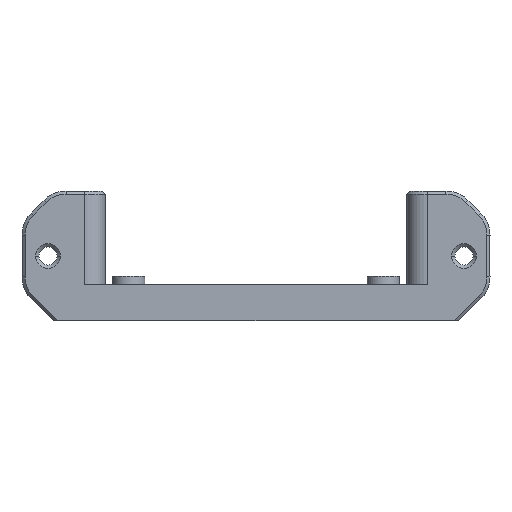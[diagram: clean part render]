
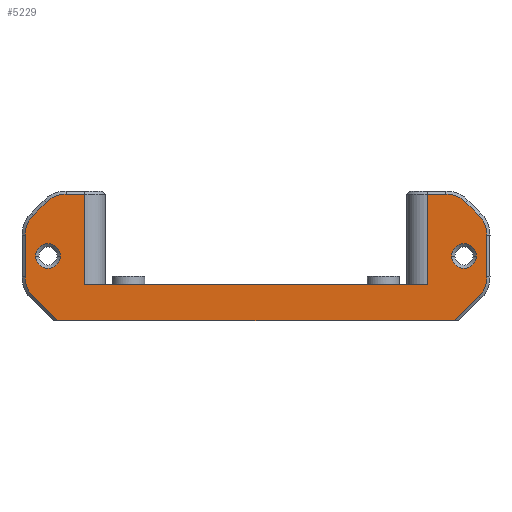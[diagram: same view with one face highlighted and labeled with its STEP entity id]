
A CAD part, front view. The second image highlights one B-rep face of the part: STEP entity #5229.
In plain terms, the highlighted planar face has unit normal (0, -1, 0).
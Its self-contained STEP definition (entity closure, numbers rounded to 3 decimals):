
#656=DIRECTION('',(-1.,0.,0.));
#657=VECTOR('',#656,66.);
#658=CARTESIAN_POINT('',(227.5,-30.6,16.));
#659=LINE('',#658,#657);
#773=CARTESIAN_POINT('',(234.5,-30.6,21.5));
#774=DIRECTION('',(0.,1.,0.));
#775=DIRECTION('',(1.,0.,0.));
#776=AXIS2_PLACEMENT_3D('',#773,#774,#775);
#778=CARTESIAN_POINT('',(234.5,-30.6,21.5));
#779=DIRECTION('',(0.,1.,0.));
#780=DIRECTION('',(-1.,0.,0.));
#781=AXIS2_PLACEMENT_3D('',#778,#779,#780);
#783=CARTESIAN_POINT('',(154.5,-30.6,21.5));
#784=DIRECTION('',(0.,1.,0.));
#785=DIRECTION('',(1.,0.,0.));
#786=AXIS2_PLACEMENT_3D('',#783,#784,#785);
#788=CARTESIAN_POINT('',(154.5,-30.6,21.5));
#789=DIRECTION('',(0.,1.,0.));
#790=DIRECTION('',(-1.,0.,0.));
#791=AXIS2_PLACEMENT_3D('',#788,#789,#790);
#793=DIRECTION('',(0.707,0.,0.707));
#794=VECTOR('',#793,6.6);
#795=CARTESIAN_POINT('',(232.651,-30.6,9.));
#796=LINE('',#795,#794);
#797=DIRECTION('',(-1.,0.,0.));
#798=VECTOR('',#797,76.303);
#799=CARTESIAN_POINT('',(232.651,-30.6,9.));
#800=LINE('',#799,#798);
#801=DIRECTION('',(-0.707,0.,0.707));
#802=VECTOR('',#801,6.6);
#803=CARTESIAN_POINT('',(156.349,-30.6,9.));
#804=LINE('',#803,#802);
#805=CARTESIAN_POINT('',(155.5,-30.6,17.485));
#806=DIRECTION('',(0.,1.,0.));
#807=DIRECTION('',(-0.707,0.,-0.707));
#808=AXIS2_PLACEMENT_3D('',#805,#806,#807);
#810=DIRECTION('',(0.,0.,1.));
#811=VECTOR('',#810,8.029);
#812=CARTESIAN_POINT('',(150.1,-30.6,17.485));
#813=LINE('',#812,#811);
#814=CARTESIAN_POINT('',(155.5,-30.6,25.515));
#815=DIRECTION('',(0.,1.,0.));
#816=DIRECTION('',(-1.,0.,0.));
#817=AXIS2_PLACEMENT_3D('',#814,#815,#816);
#819=DIRECTION('',(0.707,0.,0.707));
#820=VECTOR('',#819,3.515);
#821=CARTESIAN_POINT('',(151.682,-30.6,29.333));
#822=LINE('',#821,#820);
#823=CARTESIAN_POINT('',(157.985,-30.6,28.));
#824=DIRECTION('',(0.,1.,0.));
#825=DIRECTION('',(-0.707,0.,0.707));
#826=AXIS2_PLACEMENT_3D('',#823,#824,#825);
#828=DIRECTION('',(1.,0.,0.));
#829=VECTOR('',#828,3.515);
#830=CARTESIAN_POINT('',(157.985,-30.6,33.4));
#831=LINE('',#830,#829);
#832=DIRECTION('',(0.,0.,-1.));
#833=VECTOR('',#832,17.4);
#834=CARTESIAN_POINT('',(161.5,-30.6,33.4));
#835=LINE('',#834,#833);
#836=DIRECTION('',(0.,0.,-1.));
#837=VECTOR('',#836,17.4);
#838=CARTESIAN_POINT('',(227.5,-30.6,33.4));
#839=LINE('',#838,#837);
#840=DIRECTION('',(-1.,0.,0.));
#841=VECTOR('',#840,3.515);
#842=CARTESIAN_POINT('',(231.015,-30.6,33.4));
#843=LINE('',#842,#841);
#844=CARTESIAN_POINT('',(231.015,-30.6,28.));
#845=DIRECTION('',(0.,-1.,0.));
#846=DIRECTION('',(0.707,0.,0.707));
#847=AXIS2_PLACEMENT_3D('',#844,#845,#846);
#849=DIRECTION('',(-0.707,0.,0.707));
#850=VECTOR('',#849,3.515);
#851=CARTESIAN_POINT('',(237.318,-30.6,29.333));
#852=LINE('',#851,#850);
#853=CARTESIAN_POINT('',(233.5,-30.6,25.515));
#854=DIRECTION('',(0.,-1.,0.));
#855=DIRECTION('',(1.,0.,0.));
#856=AXIS2_PLACEMENT_3D('',#853,#854,#855);
#858=DIRECTION('',(0.,0.,1.));
#859=VECTOR('',#858,8.029);
#860=CARTESIAN_POINT('',(238.9,-30.6,17.485));
#861=LINE('',#860,#859);
#862=CARTESIAN_POINT('',(233.5,-30.6,17.485));
#863=DIRECTION('',(0.,-1.,0.));
#864=DIRECTION('',(0.707,0.,-0.707));
#865=AXIS2_PLACEMENT_3D('',#862,#863,#864);
#3890=CARTESIAN_POINT('',(236.85,-30.6,21.5));
#3891=CARTESIAN_POINT('',(232.15,-30.6,21.5));
#3892=VERTEX_POINT('',#3890);
#3893=VERTEX_POINT('',#3891);
#3898=CARTESIAN_POINT('',(156.85,-30.6,21.5));
#3899=CARTESIAN_POINT('',(152.15,-30.6,21.5));
#3900=VERTEX_POINT('',#3898);
#3901=VERTEX_POINT('',#3899);
#3906=CARTESIAN_POINT('',(227.5,-30.6,16.));
#3908=VERTEX_POINT('',#3906);
#3911=CARTESIAN_POINT('',(161.5,-30.6,16.));
#3913=VERTEX_POINT('',#3911);
#3943=CARTESIAN_POINT('',(232.651,-30.6,9.));
#3945=VERTEX_POINT('',#3943);
#3946=CARTESIAN_POINT('',(237.318,-30.6,13.667));
#3947=VERTEX_POINT('',#3946);
#3950=CARTESIAN_POINT('',(238.9,-30.6,17.485));
#3951=VERTEX_POINT('',#3950);
#3954=CARTESIAN_POINT('',(238.9,-30.6,25.515));
#3955=VERTEX_POINT('',#3954);
#3958=CARTESIAN_POINT('',(237.318,-30.6,29.333));
#3959=VERTEX_POINT('',#3958);
#3962=CARTESIAN_POINT('',(234.833,-30.6,31.818));
#3963=VERTEX_POINT('',#3962);
#3966=CARTESIAN_POINT('',(231.015,-30.6,33.4));
#3967=VERTEX_POINT('',#3966);
#3970=CARTESIAN_POINT('',(227.5,-30.6,33.4));
#3971=VERTEX_POINT('',#3970);
#4002=CARTESIAN_POINT('',(156.349,-30.6,9.));
#4004=VERTEX_POINT('',#4002);
#4008=CARTESIAN_POINT('',(151.682,-30.6,13.667));
#4009=VERTEX_POINT('',#4008);
#4012=CARTESIAN_POINT('',(150.1,-30.6,17.485));
#4013=VERTEX_POINT('',#4012);
#4016=CARTESIAN_POINT('',(150.1,-30.6,25.515));
#4017=VERTEX_POINT('',#4016);
#4020=CARTESIAN_POINT('',(151.682,-30.6,29.333));
#4021=VERTEX_POINT('',#4020);
#4024=CARTESIAN_POINT('',(154.167,-30.6,31.818));
#4025=VERTEX_POINT('',#4024);
#4028=CARTESIAN_POINT('',(157.985,-30.6,33.4));
#4029=VERTEX_POINT('',#4028);
#4032=CARTESIAN_POINT('',(161.5,-30.6,33.4));
#4033=VERTEX_POINT('',#4032);
#5179=CARTESIAN_POINT('',(225.,-30.6,16.));
#5180=DIRECTION('',(0.,1.,0.));
#5181=DIRECTION('',(-1.,0.,0.));
#5182=AXIS2_PLACEMENT_3D('',#5179,#5180,#5181);
#5183=PLANE('',#5182);
#5185=ORIENTED_EDGE('',*,*,#5184,.F.);
#5186=ORIENTED_EDGE('',*,*,#4371,.T.);
#5188=ORIENTED_EDGE('',*,*,#5187,.T.);
#5190=ORIENTED_EDGE('',*,*,#5189,.T.);
#5192=ORIENTED_EDGE('',*,*,#5191,.T.);
#5194=ORIENTED_EDGE('',*,*,#5193,.T.);
#5196=ORIENTED_EDGE('',*,*,#5195,.T.);
#5197=ORIENTED_EDGE('',*,*,#5132,.T.);
#5198=ORIENTED_EDGE('',*,*,#5147,.T.);
#5199=ORIENTED_EDGE('',*,*,#5174,.T.);
#5200=ORIENTED_EDGE('',*,*,#5012,.F.);
#5202=ORIENTED_EDGE('',*,*,#5201,.F.);
#5204=ORIENTED_EDGE('',*,*,#5203,.F.);
#5206=ORIENTED_EDGE('',*,*,#5205,.F.);
#5208=ORIENTED_EDGE('',*,*,#5207,.F.);
#5210=ORIENTED_EDGE('',*,*,#5209,.F.);
#5212=ORIENTED_EDGE('',*,*,#5211,.F.);
#5214=ORIENTED_EDGE('',*,*,#5213,.F.);
#5215=EDGE_LOOP('',(#5185,#5186,#5188,#5190,#5192,#5194,#5196,#5197,#5198,#5199,
#5200,#5202,#5204,#5206,#5208,#5210,#5212,#5214));
#5216=FACE_OUTER_BOUND('',#5215,.F.);
#5218=ORIENTED_EDGE('',*,*,#5217,.F.);
#5220=ORIENTED_EDGE('',*,*,#5219,.F.);
#5221=EDGE_LOOP('',(#5218,#5220));
#5222=FACE_BOUND('',#5221,.F.);
#5224=ORIENTED_EDGE('',*,*,#5223,.F.);
#5226=ORIENTED_EDGE('',*,*,#5225,.F.);
#5227=EDGE_LOOP('',(#5224,#5226));
#5228=FACE_BOUND('',#5227,.F.);
#5229=ADVANCED_FACE('',(#5216,#5222,#5228),#5183,.F.);
#777=CIRCLE('',#776,2.35);
#782=CIRCLE('',#781,2.35);
#787=CIRCLE('',#786,2.35);
#792=CIRCLE('',#791,2.35);
#809=CIRCLE('',#808,5.4);
#818=CIRCLE('',#817,5.4);
#827=CIRCLE('',#826,5.4);
#848=CIRCLE('',#847,5.4);
#857=CIRCLE('',#856,5.4);
#866=CIRCLE('',#865,5.4);
#4371=EDGE_CURVE('',#3945,#4004,#800,.T.);
#5012=EDGE_CURVE('',#3908,#3913,#659,.T.);
#5132=EDGE_CURVE('',#4025,#4029,#827,.T.);
#5147=EDGE_CURVE('',#4029,#4033,#831,.T.);
#5174=EDGE_CURVE('',#4033,#3913,#835,.T.);
#5184=EDGE_CURVE('',#3945,#3947,#796,.T.);
#5187=EDGE_CURVE('',#4004,#4009,#804,.T.);
#5189=EDGE_CURVE('',#4009,#4013,#809,.T.);
#5191=EDGE_CURVE('',#4013,#4017,#813,.T.);
#5193=EDGE_CURVE('',#4017,#4021,#818,.T.);
#5195=EDGE_CURVE('',#4021,#4025,#822,.T.);
#5201=EDGE_CURVE('',#3971,#3908,#839,.T.);
#5203=EDGE_CURVE('',#3967,#3971,#843,.T.);
#5205=EDGE_CURVE('',#3963,#3967,#848,.T.);
#5207=EDGE_CURVE('',#3959,#3963,#852,.T.);
#5209=EDGE_CURVE('',#3955,#3959,#857,.T.);
#5211=EDGE_CURVE('',#3951,#3955,#861,.T.);
#5213=EDGE_CURVE('',#3947,#3951,#866,.T.);
#5217=EDGE_CURVE('',#3900,#3901,#787,.T.);
#5219=EDGE_CURVE('',#3901,#3900,#792,.T.);
#5223=EDGE_CURVE('',#3892,#3893,#777,.T.);
#5225=EDGE_CURVE('',#3893,#3892,#782,.T.);
